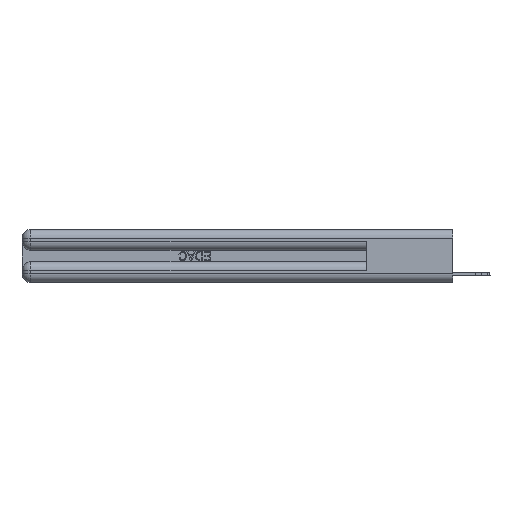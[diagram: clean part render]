
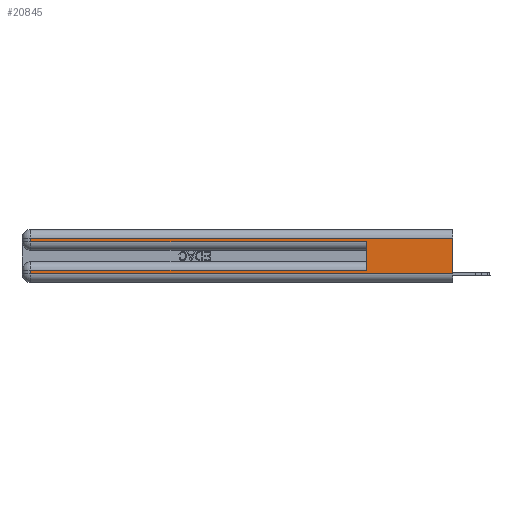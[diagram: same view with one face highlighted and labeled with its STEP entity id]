
A CAD part, left-side view. The second image highlights one B-rep face of the part: STEP entity #20845.
In plain terms, the highlighted planar face has unit normal (-1, 0, 0).
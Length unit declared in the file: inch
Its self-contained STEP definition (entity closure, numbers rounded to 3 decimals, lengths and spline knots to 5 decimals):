
#8 = CARTESIAN_POINT ( 'NONE',  ( 0., 0., 0.37 ) ) ;
#707 = EDGE_CURVE ( 'NONE', #19249, #9042, #6816, .T. ) ;
#1171 = CARTESIAN_POINT ( 'NONE',  ( 0., 0.6, 0.085 ) ) ;
#1464 = CARTESIAN_POINT ( 'NONE',  ( 0., 2.94, 0.37 ) ) ;
#1875 = CARTESIAN_POINT ( 'NONE',  ( 0., 2.94, 0.285 ) ) ;
#3305 = CARTESIAN_POINT ( 'NONE',  ( 0., 2.94, 0.37 ) ) ;
#3494 = CARTESIAN_POINT ( 'NONE',  ( 0., 0.6, 0.285 ) ) ;
#3633 = ORIENTED_EDGE ( 'NONE', *, *, #28284, .T. ) ;
#4084 = ORIENTED_EDGE ( 'NONE', *, *, #24499, .T. ) ;
#4547 = CARTESIAN_POINT ( 'NONE',  ( 0., 0., 0.06 ) ) ;
#4583 = DIRECTION ( 'NONE',  ( 0., -1., 0. ) ) ;
#4726 = CARTESIAN_POINT ( 'NONE',  ( 0., 0., 0.06 ) ) ;
#5655 = DIRECTION ( 'NONE',  ( 0., 0., -1. ) ) ;
#5684 = VECTOR ( 'NONE', #28307, 39.37008 ) ;
#5981 = CARTESIAN_POINT ( 'NONE',  ( 0., 0., 0.285 ) ) ;
#6816 = LINE ( 'NONE', #24493, #21592 ) ;
#6829 = ORIENTED_EDGE ( 'NONE', *, *, #28019, .T. ) ;
#7589 = DIRECTION ( 'NONE',  ( 0., 0., -1. ) ) ;
#7611 = DIRECTION ( 'NONE',  ( 0., 1., 0. ) ) ;
#7746 = LINE ( 'NONE', #11914, #27566 ) ;
#9007 = VERTEX_POINT ( 'NONE', #14222 ) ;
#9042 = VERTEX_POINT ( 'NONE', #3494 ) ;
#9345 = VECTOR ( 'NONE', #27225, 39.37008 ) ;
#9450 = CARTESIAN_POINT ( 'NONE',  ( 0., 2.94, 0.085 ) ) ;
#9570 = VERTEX_POINT ( 'NONE', #13405 ) ;
#9621 = ORIENTED_EDGE ( 'NONE', *, *, #25569, .T. ) ;
#9937 = LINE ( 'NONE', #3305, #25270 ) ;
#10577 = VECTOR ( 'NONE', #4583, 39.37008 ) ;
#11514 = PLANE ( 'NONE',  #20223 ) ;
#11914 = CARTESIAN_POINT ( 'NONE',  ( 0., 0., 0.31 ) ) ;
#12633 = LINE ( 'NONE', #1464, #5684 ) ;
#12989 = ORIENTED_EDGE ( 'NONE', *, *, #707, .F. ) ;
#13207 = EDGE_CURVE ( 'NONE', #15933, #9570, #7746, .T. ) ;
#13239 = DIRECTION ( 'NONE',  ( 1., 0., 0. ) ) ;
#13405 = CARTESIAN_POINT ( 'NONE',  ( 0., 2.94, 0.31 ) ) ;
#13710 = FACE_OUTER_BOUND ( 'NONE', #17305, .T. ) ;
#13878 = ORIENTED_EDGE ( 'NONE', *, *, #15533, .T. ) ;
#14099 = LINE ( 'NONE', #27466, #23070 ) ;
#14222 = CARTESIAN_POINT ( 'NONE',  ( 0., 2.94, 0.06 ) ) ;
#14433 = LINE ( 'NONE', #27509, #9345 ) ;
#15533 = EDGE_CURVE ( 'NONE', #9570, #25597, #9937, .T. ) ;
#15933 = VERTEX_POINT ( 'NONE', #19386 ) ;
#16331 = VERTEX_POINT ( 'NONE', #9450 ) ;
#16984 = ORIENTED_EDGE ( 'NONE', *, *, #23470, .F. ) ;
#17248 = DIRECTION ( 'NONE',  ( 0., -1., 0. ) ) ;
#17305 = EDGE_LOOP ( 'NONE', ( #16984, #24255, #13878, #9621, #12989, #6829, #3633, #4084 ) ) ;
#19159 = VERTEX_POINT ( 'NONE', #4547 ) ;
#19249 = VERTEX_POINT ( 'NONE', #1171 ) ;
#19386 = CARTESIAN_POINT ( 'NONE',  ( 0., 0., 0.31 ) ) ;
#20223 = AXIS2_PLACEMENT_3D ( 'NONE', #8, #13239, #22086 ) ;
#20845 = ADVANCED_FACE ( 'NONE', ( #13710 ), #11514, .F. ) ;
#21167 = LINE ( 'NONE', #5981, #26857 ) ;
#21592 = VECTOR ( 'NONE', #28704, 39.37008 ) ;
#22086 = DIRECTION ( 'NONE',  ( 0., 0., -1. ) ) ;
#23070 = VECTOR ( 'NONE', #7589, 39.37008 ) ;
#23470 = EDGE_CURVE ( 'NONE', #15933, #19159, #14099, .T. ) ;
#24255 = ORIENTED_EDGE ( 'NONE', *, *, #13207, .T. ) ;
#24493 = CARTESIAN_POINT ( 'NONE',  ( 0., 0.6, 0.145 ) ) ;
#24499 = EDGE_CURVE ( 'NONE', #9007, #19159, #26330, .T. ) ;
#25270 = VECTOR ( 'NONE', #5655, 39.37008 ) ;
#25569 = EDGE_CURVE ( 'NONE', #25597, #9042, #21167, .T. ) ;
#25597 = VERTEX_POINT ( 'NONE', #1875 ) ;
#26330 = LINE ( 'NONE', #4726, #10577 ) ;
#26857 = VECTOR ( 'NONE', #17248, 39.37008 ) ;
#27225 = DIRECTION ( 'NONE',  ( 0., 1., 0. ) ) ;
#27466 = CARTESIAN_POINT ( 'NONE',  ( 0., 0., 0.37 ) ) ;
#27509 = CARTESIAN_POINT ( 'NONE',  ( 0., 0., 0.085 ) ) ;
#27566 = VECTOR ( 'NONE', #7611, 39.37008 ) ;
#28019 = EDGE_CURVE ( 'NONE', #19249, #16331, #14433, .T. ) ;
#28284 = EDGE_CURVE ( 'NONE', #16331, #9007, #12633, .T. ) ;
#28307 = DIRECTION ( 'NONE',  ( 0., 0., -1. ) ) ;
#28704 = DIRECTION ( 'NONE',  ( 0., 0., 1. ) ) ;
